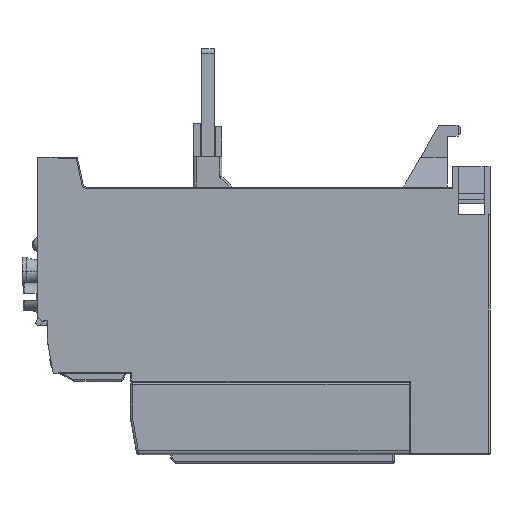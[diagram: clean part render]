
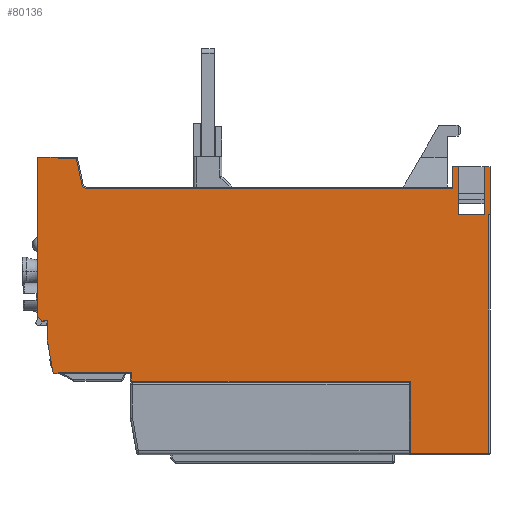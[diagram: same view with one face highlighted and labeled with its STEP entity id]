
A CAD part, left-side view. The second image highlights one B-rep face of the part: STEP entity #80136.
In plain terms, the highlighted planar face has unit normal (-1, 0, 0).
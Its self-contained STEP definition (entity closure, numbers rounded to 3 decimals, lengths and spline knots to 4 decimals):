
#918=DIRECTION('',(0.,0.,-1.));
#919=VECTOR('',#918,1.4724);
#920=CARTESIAN_POINT('',(-1.378,1.5079,0.5315));
#921=LINE('',#920,#919);
#1258=DIRECTION('',(0.,1.,0.));
#1259=VECTOR('',#1258,0.1676);
#1260=CARTESIAN_POINT('',(-1.378,1.1513,
0.5197));
#1261=LINE('',#1260,#1259);
#1262=DIRECTION('',(0.,0.,-1.));
#1263=VECTOR('',#1262,0.0118);
#1264=CARTESIAN_POINT('',(-1.378,1.3189,
-1.4606));
#1265=LINE('',#1264,#1263);
#1266=DIRECTION('',(0.,0.174,0.985));
#1267=VECTOR('',#1266,0.3278);
#1268=CARTESIAN_POINT('',(-1.378,1.3643,
-1.4724));
#1269=LINE('',#1268,#1267);
#1270=DIRECTION('',(0.,0.,1.));
#1271=VECTOR('',#1270,0.1693);
#1272=CARTESIAN_POINT('',(-1.378,1.4213,
-1.1496));
#1273=LINE('',#1272,#1271);
#1274=DIRECTION('',(0.,1.,0.));
#1275=VECTOR('',#1274,0.0472);
#1276=CARTESIAN_POINT('',(-1.378,1.4213,
-0.9803));
#1277=LINE('',#1276,#1275);
#1278=DIRECTION('',(0.,0.707,0.707));
#1279=VECTOR('',#1278,0.0557);
#1280=CARTESIAN_POINT('',(-1.378,1.4685,
-0.9803));
#1281=LINE('',#1280,#1279);
#1282=DIRECTION('',(0.,-1.,0.));
#1283=VECTOR('',#1282,0.189);
#1284=CARTESIAN_POINT('',(-1.378,1.5079,
0.5315));
#1285=LINE('',#1284,#1283);
#1286=DIRECTION('',(0.,0.,-1.));
#1287=VECTOR('',#1286,0.0118);
#1288=CARTESIAN_POINT('',(-1.378,1.3189,
0.5315));
#1289=LINE('',#1288,#1287);
#1290=DIRECTION('',(0.,-0.21,-0.978));
#1291=VECTOR('',#1290,0.2405);
#1292=CARTESIAN_POINT('',(-1.378,1.1513,
0.5197));
#1293=LINE('',#1292,#1291);
#1294=CARTESIAN_POINT('',(-1.378,1.0508,
0.2953));
#1295=DIRECTION('',(-1.,0.,0.));
#1296=DIRECTION('',(0.,0.978,-0.21));
#1297=AXIS2_PLACEMENT_3D('',#1294,#1295,#1296);
#1299=DIRECTION('',(0.,0.,1.));
#1300=VECTOR('',#1299,0.2008);
#1301=CARTESIAN_POINT('',(-1.378,-2.3307,
0.2441));
#1302=LINE('',#1301,#1300);
#1303=DIRECTION('',(0.,0.,-1.));
#1304=VECTOR('',#1303,0.4449);
#1305=CARTESIAN_POINT('',(-1.378,-2.3858,
0.4449));
#1306=LINE('',#1305,#1304);
#1307=DIRECTION('',(0.,-1.,0.));
#1308=VECTOR('',#1307,0.2362);
#1309=CARTESIAN_POINT('',(-1.378,-2.3858,0.));
#1310=LINE('',#1309,#1308);
#1311=DIRECTION('',(0.,0.,1.));
#1312=VECTOR('',#1311,0.4449);
#1313=CARTESIAN_POINT('',(-1.378,-2.622,0.));
#1314=LINE('',#1313,#1312);
#1315=DIRECTION('',(0.,1.,0.));
#1316=VECTOR('',#1315,0.0118);
#1317=CARTESIAN_POINT('',(-1.378,-2.6772,0.));
#1318=LINE('',#1317,#1316);
#1324=DIRECTION('',(0.,-1.,0.));
#1325=VECTOR('',#1324,0.6811);
#1326=CARTESIAN_POINT('',(-1.378,1.3189,
-1.4606));
#1327=LINE('',#1326,#1325);
#1340=DIRECTION('',(0.,-1.,0.));
#1341=VECTOR('',#1340,0.0454);
#1342=CARTESIAN_POINT('',(-1.378,1.3643,
-1.4724));
#1343=LINE('',#1342,#1341);
#7205=DIRECTION('',(0.,0.,-1.));
#7206=VECTOR('',#7205,0.0787);
#7207=CARTESIAN_POINT('',(-1.378,0.6378,
-1.4606));
#7208=LINE('',#7207,#7206);
#7228=DIRECTION('',(0.,-1.,0.));
#7229=VECTOR('',#7228,2.5787);
#7230=CARTESIAN_POINT('',(-1.378,0.6378,
-1.5394));
#7231=LINE('',#7230,#7229);
#7289=DIRECTION('',(0.,0.,-1.));
#7290=VECTOR('',#7289,0.6693);
#7291=CARTESIAN_POINT('',(-1.378,-1.9409,
-1.5394));
#7292=LINE('',#7291,#7290);
#7352=DIRECTION('',(0.,-1.,0.));
#7353=VECTOR('',#7352,0.7244);
#7354=CARTESIAN_POINT('',(-1.378,-1.9409,
-2.2087));
#7355=LINE('',#7354,#7353);
#7411=DIRECTION('',(0.,0.,1.));
#7412=VECTOR('',#7411,0.4449);
#7413=CARTESIAN_POINT('',(-1.378,-2.6772,0.));
#7414=LINE('',#7413,#7412);
#7731=DIRECTION('',(0.,1.,0.));
#7732=VECTOR('',#7731,3.3816);
#7733=CARTESIAN_POINT('',(-1.378,-2.3307,
0.2441));
#7734=LINE('',#7733,#7732);
#18147=DIRECTION('',(0.,1.,0.));
#18148=VECTOR('',#18147,0.0551);
#18149=CARTESIAN_POINT('',(-1.378,-2.3858,
0.4449));
#18150=LINE('',#18149,#18148);
#18171=DIRECTION('',(0.,1.,0.));
#18172=VECTOR('',#18171,0.0551);
#18173=CARTESIAN_POINT('',(-1.378,-2.6772,
0.4449));
#18174=LINE('',#18173,#18172);
#42603=DIRECTION('',(0.,0.,1.));
#42604=VECTOR('',#42603,2.2087);
#42605=CARTESIAN_POINT('',(-1.378,-2.6654,
-2.2087));
#42606=LINE('',#42605,#42604);
#61023=CARTESIAN_POINT('',(-1.378,1.4685,
-0.9803));
#61024=VERTEX_POINT('',#61023);
#61025=CARTESIAN_POINT('',(-1.378,1.4213,
-0.9803));
#61026=VERTEX_POINT('',#61025);
#61127=CARTESIAN_POINT('',(-1.378,1.5079,
-0.9409));
#61128=VERTEX_POINT('',#61127);
#61137=CARTESIAN_POINT('',(-1.378,1.5079,
0.5315));
#61138=VERTEX_POINT('',#61137);
#61319=CARTESIAN_POINT('',(-1.378,1.3189,
0.5315));
#61320=VERTEX_POINT('',#61319);
#61337=CARTESIAN_POINT('',(-1.378,1.3189,
0.5197));
#61338=VERTEX_POINT('',#61337);
#61339=CARTESIAN_POINT('',(-1.378,1.1513,
0.5197));
#61340=VERTEX_POINT('',#61339);
#61341=CARTESIAN_POINT('',(-1.378,1.3189,
-1.4606));
#61342=CARTESIAN_POINT('',(-1.378,0.6378,
-1.4606));
#61343=VERTEX_POINT('',#61341);
#61344=VERTEX_POINT('',#61342);
#61345=CARTESIAN_POINT('',(-1.378,1.3189,
-1.4724));
#61346=VERTEX_POINT('',#61345);
#61347=CARTESIAN_POINT('',(-1.378,1.3643,
-1.4724));
#61348=VERTEX_POINT('',#61347);
#61349=CARTESIAN_POINT('',(-1.378,1.4213,
-1.1496));
#61350=VERTEX_POINT('',#61349);
#61351=CARTESIAN_POINT('',(-1.378,1.1009,
0.2846));
#61352=VERTEX_POINT('',#61351);
#61353=CARTESIAN_POINT('',(-1.378,1.0508,
0.2441));
#61354=VERTEX_POINT('',#61353);
#61355=CARTESIAN_POINT('',(-1.378,-2.3307,
0.2441));
#61356=VERTEX_POINT('',#61355);
#61357=CARTESIAN_POINT('',(-1.378,-2.3307,
0.4449));
#61358=VERTEX_POINT('',#61357);
#61359=CARTESIAN_POINT('',(-1.378,-2.3858,
0.4449));
#61360=VERTEX_POINT('',#61359);
#61361=CARTESIAN_POINT('',(-1.378,-2.3858,0.));
#61362=VERTEX_POINT('',#61361);
#61363=CARTESIAN_POINT('',(-1.378,-2.622,0.));
#61364=VERTEX_POINT('',#61363);
#61365=CARTESIAN_POINT('',(-1.378,-2.622,
0.4449));
#61366=VERTEX_POINT('',#61365);
#61367=CARTESIAN_POINT('',(-1.378,-2.6772,
0.4449));
#61368=VERTEX_POINT('',#61367);
#61369=CARTESIAN_POINT('',(-1.378,-2.6772,0.));
#61370=VERTEX_POINT('',#61369);
#61371=CARTESIAN_POINT('',(-1.378,-2.6654,0.));
#61372=VERTEX_POINT('',#61371);
#61373=CARTESIAN_POINT('',(-1.378,-2.6654,
-2.2087));
#61374=VERTEX_POINT('',#61373);
#61375=CARTESIAN_POINT('',(-1.378,-1.9409,
-2.2087));
#61376=VERTEX_POINT('',#61375);
#61377=CARTESIAN_POINT('',(-1.378,-1.9409,
-1.5394));
#61378=VERTEX_POINT('',#61377);
#61379=CARTESIAN_POINT('',(-1.378,0.6378,
-1.5394));
#61380=VERTEX_POINT('',#61379);
#80080=CARTESIAN_POINT('',(-1.378,0.,0.));
#80081=DIRECTION('',(1.,0.,0.));
#80082=DIRECTION('',(0.,1.,0.));
#80083=AXIS2_PLACEMENT_3D('',#80080,#80081,#80082);
#80084=PLANE('',#80083);
#80086=ORIENTED_EDGE('',*,*,#80085,.F.);
#80088=ORIENTED_EDGE('',*,*,#80087,.T.);
#80090=ORIENTED_EDGE('',*,*,#80089,.F.);
#80092=ORIENTED_EDGE('',*,*,#80091,.T.);
#80094=ORIENTED_EDGE('',*,*,#80093,.T.);
#80095=ORIENTED_EDGE('',*,*,#79562,.T.);
#80096=ORIENTED_EDGE('',*,*,#79705,.T.);
#80097=ORIENTED_EDGE('',*,*,#79733,.F.);
#80098=ORIENTED_EDGE('',*,*,#80033,.T.);
#80100=ORIENTED_EDGE('',*,*,#80099,.T.);
#80101=ORIENTED_EDGE('',*,*,#80075,.F.);
#80103=ORIENTED_EDGE('',*,*,#80102,.T.);
#80105=ORIENTED_EDGE('',*,*,#80104,.T.);
#80107=ORIENTED_EDGE('',*,*,#80106,.F.);
#80109=ORIENTED_EDGE('',*,*,#80108,.T.);
#80111=ORIENTED_EDGE('',*,*,#80110,.F.);
#80113=ORIENTED_EDGE('',*,*,#80112,.T.);
#80115=ORIENTED_EDGE('',*,*,#80114,.T.);
#80117=ORIENTED_EDGE('',*,*,#80116,.T.);
#80119=ORIENTED_EDGE('',*,*,#80118,.F.);
#80121=ORIENTED_EDGE('',*,*,#80120,.F.);
#80123=ORIENTED_EDGE('',*,*,#80122,.T.);
#80125=ORIENTED_EDGE('',*,*,#80124,.F.);
#80127=ORIENTED_EDGE('',*,*,#80126,.F.);
#80129=ORIENTED_EDGE('',*,*,#80128,.F.);
#80131=ORIENTED_EDGE('',*,*,#80130,.F.);
#80133=ORIENTED_EDGE('',*,*,#80132,.F.);
#80134=EDGE_LOOP('',(#80086,#80088,#80090,#80092,#80094,#80095,#80096,#80097,
#80098,#80100,#80101,#80103,#80105,#80107,#80109,#80111,#80113,#80115,#80117,
#80119,#80121,#80123,#80125,#80127,#80129,#80131,#80133));
#80135=FACE_OUTER_BOUND('',#80134,.F.);
#80136=ADVANCED_FACE('',(#80135),#80084,.F.);
#1298=CIRCLE('',#1297,0.0512);
#79562=EDGE_CURVE('',#61026,#61024,#1277,.T.);
#79705=EDGE_CURVE('',#61024,#61128,#1281,.T.);
#79733=EDGE_CURVE('',#61138,#61128,#921,.T.);
#80033=EDGE_CURVE('',#61138,#61320,#1285,.T.);
#80075=EDGE_CURVE('',#61340,#61338,#1261,.T.);
#80085=EDGE_CURVE('',#61343,#61344,#1327,.T.);
#80087=EDGE_CURVE('',#61343,#61346,#1265,.T.);
#80089=EDGE_CURVE('',#61348,#61346,#1343,.T.);
#80091=EDGE_CURVE('',#61348,#61350,#1269,.T.);
#80093=EDGE_CURVE('',#61350,#61026,#1273,.T.);
#80099=EDGE_CURVE('',#61320,#61338,#1289,.T.);
#80102=EDGE_CURVE('',#61340,#61352,#1293,.T.);
#80104=EDGE_CURVE('',#61352,#61354,#1298,.T.);
#80106=EDGE_CURVE('',#61356,#61354,#7734,.T.);
#80108=EDGE_CURVE('',#61356,#61358,#1302,.T.);
#80110=EDGE_CURVE('',#61360,#61358,#18150,.T.);
#80112=EDGE_CURVE('',#61360,#61362,#1306,.T.);
#80114=EDGE_CURVE('',#61362,#61364,#1310,.T.);
#80116=EDGE_CURVE('',#61364,#61366,#1314,.T.);
#80118=EDGE_CURVE('',#61368,#61366,#18174,.T.);
#80120=EDGE_CURVE('',#61370,#61368,#7414,.T.);
#80122=EDGE_CURVE('',#61370,#61372,#1318,.T.);
#80124=EDGE_CURVE('',#61374,#61372,#42606,.T.);
#80126=EDGE_CURVE('',#61376,#61374,#7355,.T.);
#80128=EDGE_CURVE('',#61378,#61376,#7292,.T.);
#80130=EDGE_CURVE('',#61380,#61378,#7231,.T.);
#80132=EDGE_CURVE('',#61344,#61380,#7208,.T.);
